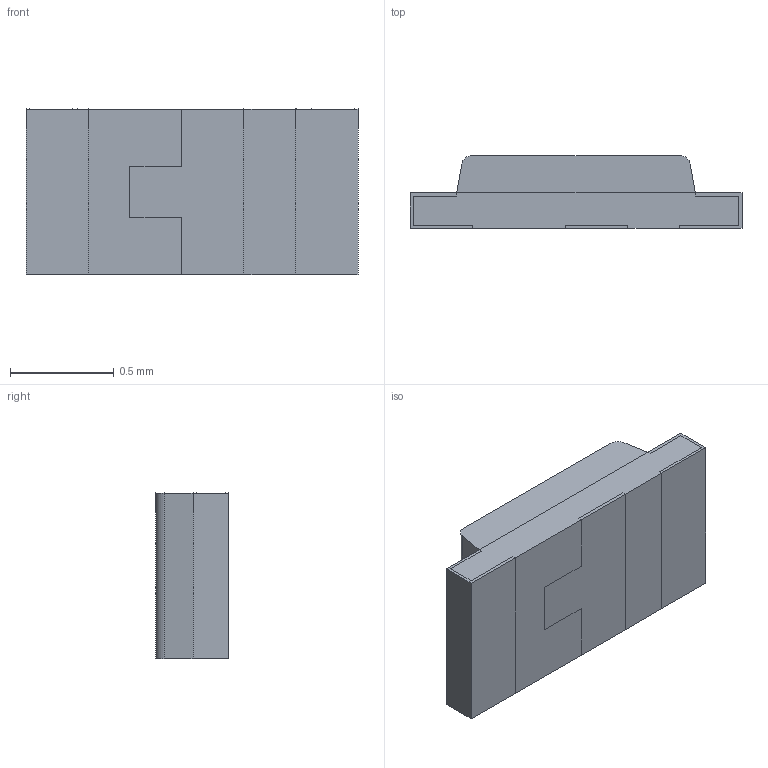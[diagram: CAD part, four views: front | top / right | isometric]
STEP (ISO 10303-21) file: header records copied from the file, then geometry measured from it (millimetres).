
FILE_DESCRIPTION (( 'STEP AP214' ), '1' );
FILE_NAME ('LTST-C194KGKT.STEP', '2023-09-14T23:16:51', ( '' ), ( '' ), 'SwSTEP 2.0', 'SolidWorks 2021', '' );
FILE_SCHEMA (( 'AUTOMOTIVE_DESIGN' ));
Length unit declared in the file: millimetre
Products named in the file (1): LTST-C194KGKT
Bounding box: 1.6 x 0.35 x 0.8 mm (x, y, z)
Volume: 0.4 mm3; surface area: 8.6 mm2
Topology: 5 solids, 5 shells, 60 faces, 150 edges, 100 vertices
Faces by surface type: plane 58, cylinder 2
Entity records: 1828 total; most frequent: CARTESIAN_POINT 311, ORIENTED_EDGE 300, DIRECTION 276, EDGE_CURVE 150, VECTOR 146, LINE 146, VERTEX_POINT 100, AXIS2_PLACEMENT_3D 65
